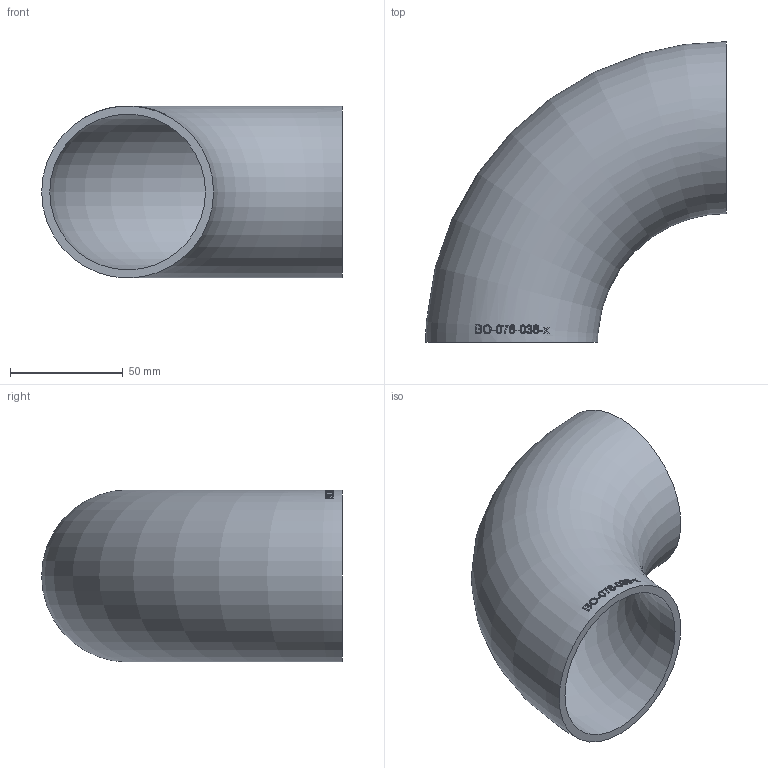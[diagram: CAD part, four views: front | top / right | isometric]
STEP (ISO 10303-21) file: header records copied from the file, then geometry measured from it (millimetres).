
FILE_DESCRIPTION (( 'STEP AP214' ), '1' );
FILE_NAME ('BO-076-036-x Bogen 1910.STEP', '2019-10-31T12:45:34', ( '' ), ( '' ), 'SwSTEP 2.0', 'SolidWorks 2016', '' );
FILE_SCHEMA (( 'AUTOMOTIVE_DESIGN' ));
Length unit declared in the file: millimetre
Products named in the file (1): BO-076-036-x Bogen 1910
Bounding box: 133.05 x 133.05 x 76.1 mm (x, y, z)
Volume: 122354.5 mm3; surface area: 69634.3 mm2
Topology: 1 solids, 1 shells, 155 faces, 406 edges, 271 vertices
Faces by surface type: bspline 87, plane 46, torus 22
Entity records: 9446 total; most frequent: CARTESIAN_POINT 4841, ORIENTED_EDGE 794, EDGE_CURVE 397, DIRECTION 275, VERTEX_POINT 266, B_SPLINE_CURVE_WITH_KNOTS 262, EDGE_LOOP 177, FACE_OUTER_BOUND 156
